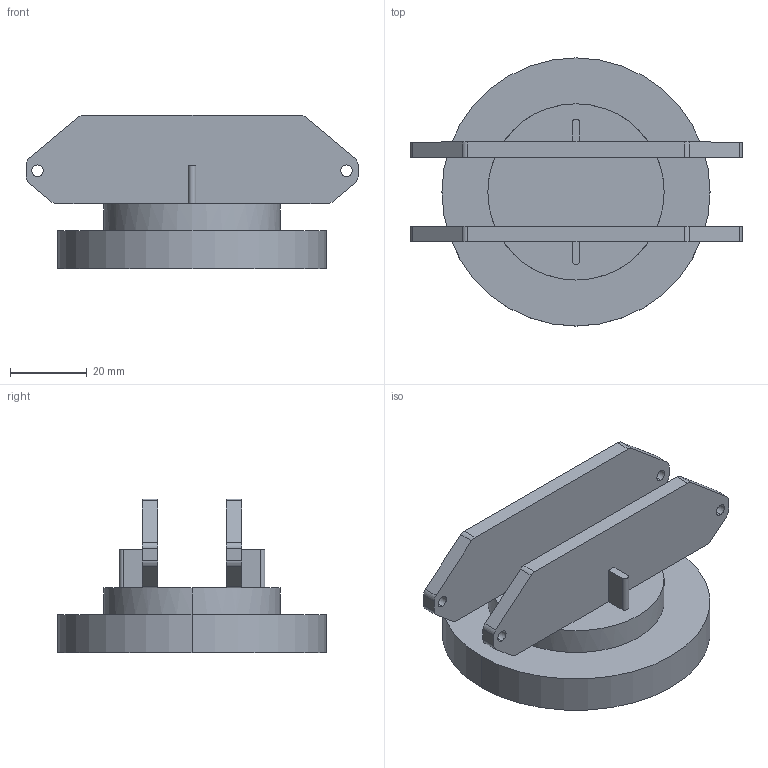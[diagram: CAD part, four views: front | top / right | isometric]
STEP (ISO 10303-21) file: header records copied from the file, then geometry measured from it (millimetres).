
FILE_DESCRIPTION (( 'STEP AP203' ), '1' );
FILE_NAME ('endb-Assem2_Default_sldprt.STEP', '2023-07-04T09:34:02', ( '' ), ( '' ), 'SwSTEP 2.0', 'SolidWorks 2022', '' );
FILE_SCHEMA (( 'CONFIG_CONTROL_DESIGN' ));
Length unit declared in the file: millimetre
Products named in the file (1): endb-Assem2_Default_sldprt
Bounding box: 86.67 x 70 x 40.18 mm (x, y, z)
Volume: 57494.3 mm3; surface area: 20252.4 mm2
Topology: 1 solids, 1 shells, 66 faces, 178 edges, 116 vertices
Faces by surface type: plane 34, cylinder 32
Entity records: 2183 total; most frequent: DIRECTION 384, CARTESIAN_POINT 361, ORIENTED_EDGE 356, EDGE_CURVE 178, AXIS2_PLACEMENT_3D 139, VERTEX_POINT 116, VECTOR 106, LINE 106
